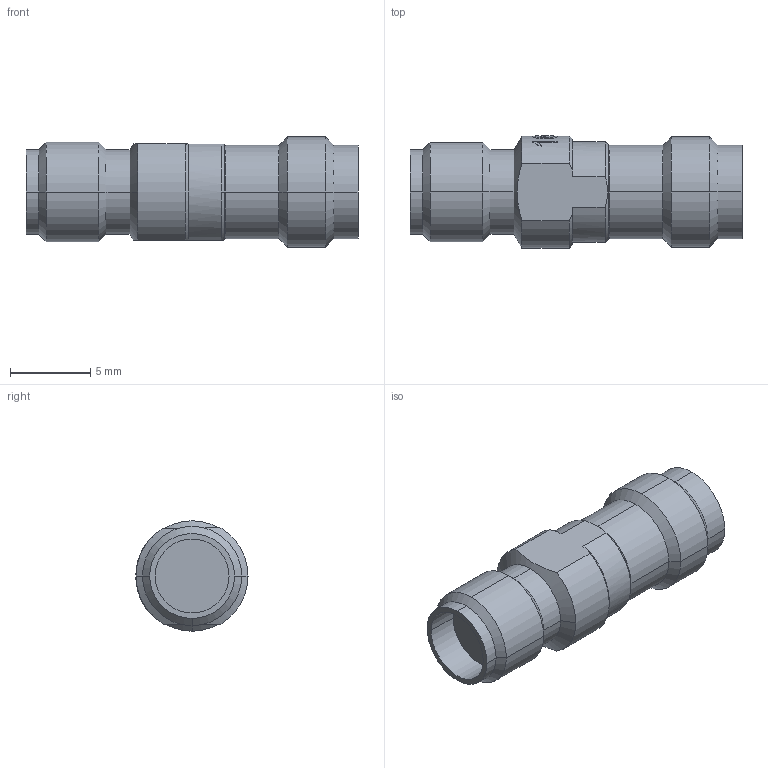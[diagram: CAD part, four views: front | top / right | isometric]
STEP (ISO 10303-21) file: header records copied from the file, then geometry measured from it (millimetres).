
FILE_DESCRIPTION (( 'STEP AP214' ), '1' );
FILE_NAME ('FMAD1656_3D.step', '2023-03-13T20:46:19', ( '' ), ( '' ), 'SwSTEP 2.0', 'SolidWorks 2022', '' );
FILE_SCHEMA (( 'AUTOMOTIVE_DESIGN' ));
Length unit declared in the file: inch
Products named in the file (1): FMAD1656_3D
Bounding box: 20.75 x 7.01 x 6.9 mm (x, y, z)
Volume: 537.2 mm3; surface area: 577.6 mm2
Topology: 1 solids, 1 shells, 122 faces, 308 edges, 198 vertices
Faces by surface type: bspline 47, cylinder 37, cone 20, plane 18
Entity records: 7282 total; most frequent: CARTESIAN_POINT 4684, ORIENTED_EDGE 616, DIRECTION 388, EDGE_CURVE 308, VERTEX_POINT 198, AXIS2_PLACEMENT_3D 160, B_SPLINE_CURVE_WITH_KNOTS 156, EDGE_LOOP 132
